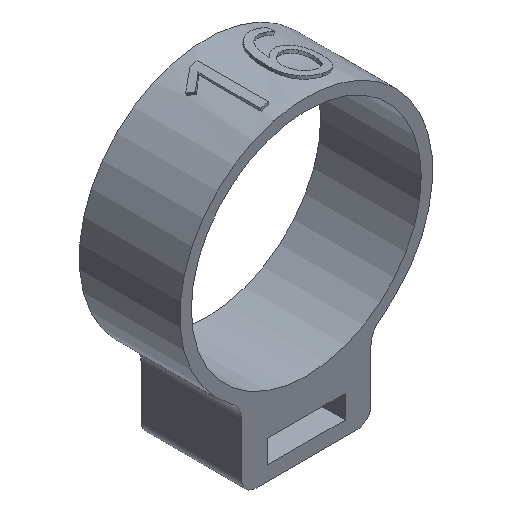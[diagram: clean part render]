
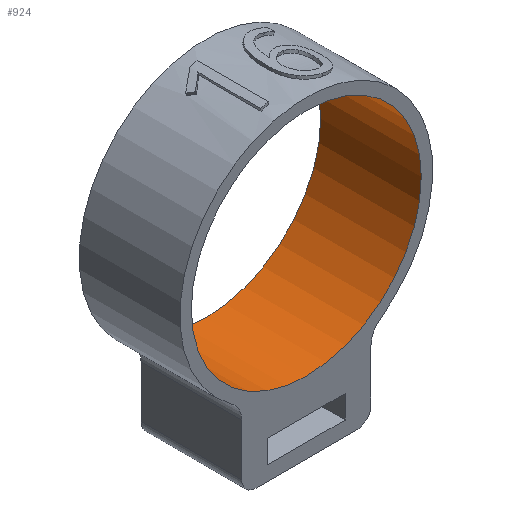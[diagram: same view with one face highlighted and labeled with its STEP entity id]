
A CAD part, isometric view. The second image highlights one B-rep face of the part: STEP entity #924.
In plain terms, the highlighted cylindrical face has radius 8 mm (diameter 16 mm), a full revolution.
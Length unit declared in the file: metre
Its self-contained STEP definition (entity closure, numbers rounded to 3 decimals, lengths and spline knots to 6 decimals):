
#288=ORIENTED_EDGE('',*,*,#564,.F.);
#289=ORIENTED_EDGE('',*,*,#565,.T.);
#564=EDGE_CURVE('',#696,#696,#759,.T.);
#565=EDGE_CURVE('',#697,#697,#760,.T.);
#696=VERTEX_POINT('',#1349);
#697=VERTEX_POINT('',#1351);
#759=CIRCLE('',#1008,0.008);
#760=CIRCLE('',#1009,0.008);
#782=EDGE_LOOP('',(#288));
#783=EDGE_LOOP('',(#289));
#850=FACE_BOUND('',#782,.T.);
#851=FACE_BOUND('',#783,.T.);
#907=CYLINDRICAL_SURFACE('',#1007,0.008);
#924=ADVANCED_FACE('',(#850,#851),#907,.F.);
#1007=AXIS2_PLACEMENT_3D('',#1347,#1114,#1115);
#1008=AXIS2_PLACEMENT_3D('',#1348,#1116,#1117);
#1009=AXIS2_PLACEMENT_3D('',#1350,#1118,#1119);
#1114=DIRECTION('',(0.,-1.,0.));
#1115=DIRECTION('',(1.,0.,0.));
#1116=DIRECTION('',(0.,-1.,0.));
#1117=DIRECTION('',(1.,0.,0.));
#1118=DIRECTION('',(0.,-1.,0.));
#1119=DIRECTION('',(1.,0.,0.));
#1347=CARTESIAN_POINT('',(-0.01085,-0.102733,0.010771));
#1348=CARTESIAN_POINT('',(-0.01085,-0.102733,0.010771));
#1349=CARTESIAN_POINT('',(-0.00285,-0.102733,0.010771));
#1350=CARTESIAN_POINT('',(-0.01085,-0.109733,0.010771));
#1351=CARTESIAN_POINT('',(-0.00285,-0.109733,0.010771));
